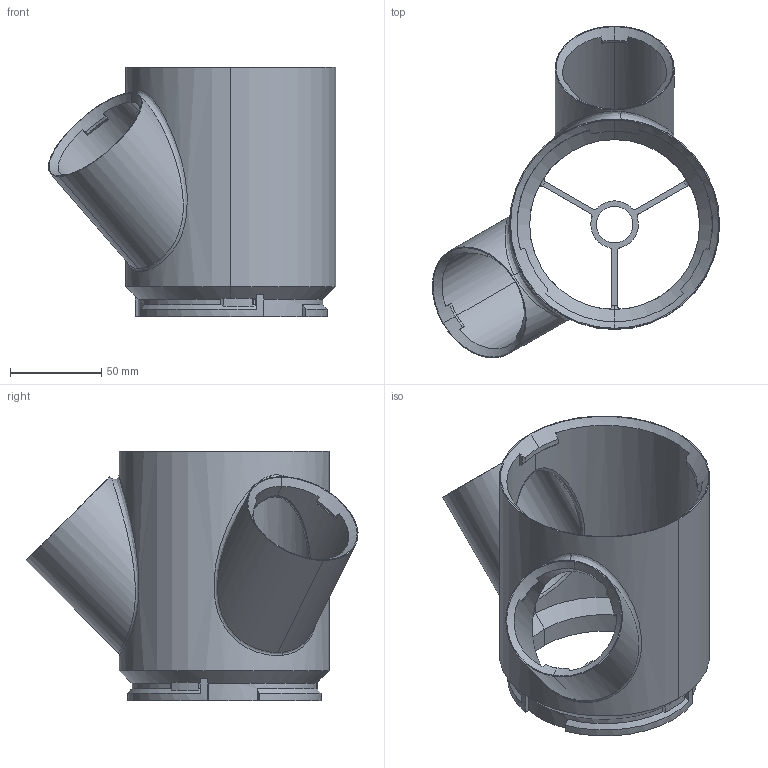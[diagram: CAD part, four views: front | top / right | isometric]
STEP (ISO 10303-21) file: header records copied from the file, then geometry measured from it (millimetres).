
FILE_DESCRIPTION (( 'STEP AP203' ), '1' );
FILE_NAME ('2-Way_Planting_Module_Hollow_Without_M3.STEP', '2021-04-06T13:18:56', ( '' ), ( '' ), '', '', '' );
FILE_SCHEMA (( 'CONFIG_CONTROL_DESIGN' ));
Length unit declared in the file: millimetre
Products named in the file (1): 2-Way_Planting_Module_Hollow_Without_M3
Bounding box: 157.29 x 181.7 x 136.5 mm (x, y, z)
Volume: 235146.2 mm3; surface area: 121638.4 mm2
Topology: 1 solids, 1 shells, 155 faces, 450 edges, 295 vertices
Faces by surface type: cylinder 58, plane 56, cone 29, bspline 8, torus 4
Entity records: 8057 total; most frequent: CARTESIAN_POINT 3856, ORIENTED_EDGE 900, DIRECTION 855, EDGE_CURVE 450, AXIS2_PLACEMENT_3D 317, VERTEX_POINT 295, VECTOR 221, LINE 221
